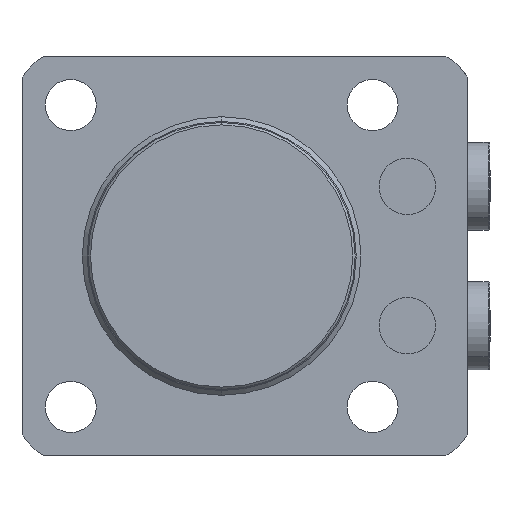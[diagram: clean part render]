
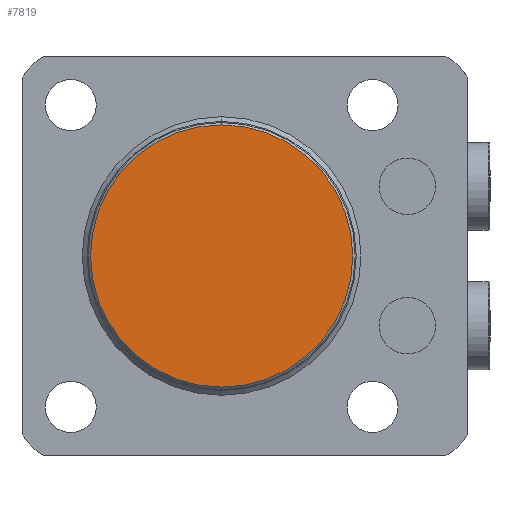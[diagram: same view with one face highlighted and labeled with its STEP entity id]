
A CAD part, front view. The second image highlights one B-rep face of the part: STEP entity #7819.
In plain terms, the highlighted planar face has unit normal (0, -1, 0).
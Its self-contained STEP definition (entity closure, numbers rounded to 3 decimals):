
#2905 = DIRECTION ( 'NONE',  ( 0., 0., -1. ) ) ;
#2906 = DIRECTION ( 'NONE',  ( 0., -1., 0. ) ) ;
#2907 = CARTESIAN_POINT ( 'NONE',  ( 0., -91., 0. ) ) ;
#2908 = AXIS2_PLACEMENT_3D ( 'NONE', #2907, #2906, #2905 ) ;
#2909 = CIRCLE ( 'NONE', #2908, 28.25 ) ;
#2910 = CARTESIAN_POINT ( 'NONE',  ( 0., -91., -28.25 ) ) ;
#2911 = CARTESIAN_POINT ( 'NONE',  ( 0., -91., 28.25 ) ) ;
#3355 = DIRECTION ( 'NONE',  ( 0., 0., -1. ) ) ;
#3356 = DIRECTION ( 'NONE',  ( 0., -1., 0. ) ) ;
#3357 = CARTESIAN_POINT ( 'NONE',  ( 43., -91., 43. ) ) ;
#3358 = AXIS2_PLACEMENT_3D ( 'NONE', #3357, #3356, #3355 ) ;
#3359 = PLANE ( 'NONE',  #3358 ) ;
#3360 = FACE_OUTER_BOUND ( 'NONE', #7796, .T. ) ;
#3367 = DIRECTION ( 'NONE',  ( 0., 0., -1. ) ) ;
#3368 = DIRECTION ( 'NONE',  ( 0., -1., 0. ) ) ;
#3369 = CARTESIAN_POINT ( 'NONE',  ( 0., -91., 0. ) ) ;
#3370 = AXIS2_PLACEMENT_3D ( 'NONE', #3369, #3368, #3367 ) ;
#3371 = CIRCLE ( 'NONE', #3370, 28.25 ) ;
#6339 = VERTEX_POINT ( 'NONE', #2911 ) ;
#6340 = VERTEX_POINT ( 'NONE', #2910 ) ;
#6341 = EDGE_CURVE ( 'NONE', #6340, #6339, #2909, .T. ) ;
#7616 = EDGE_CURVE ( 'NONE', #6339, #6340, #3371, .T. ) ;
#7725 = ORIENTED_EDGE ( 'NONE', *, *, #7616, .T. ) ;
#7796 = EDGE_LOOP ( 'NONE', ( #7725, #9299 ) ) ;
#7819 = ADVANCED_FACE ( 'NONE', ( #3360 ), #3359, .T. ) ;
#9299 = ORIENTED_EDGE ( 'NONE', *, *, #6341, .T. ) ;
